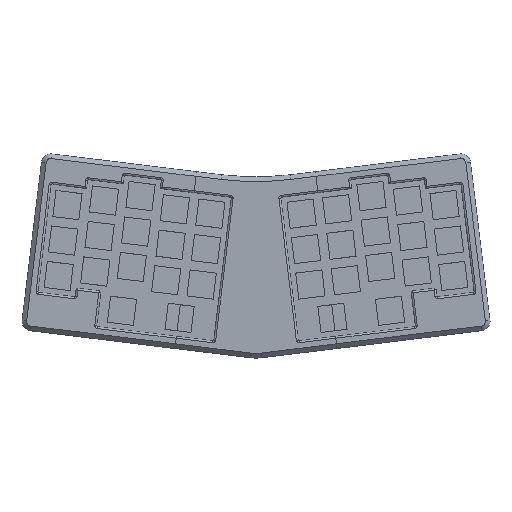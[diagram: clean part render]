
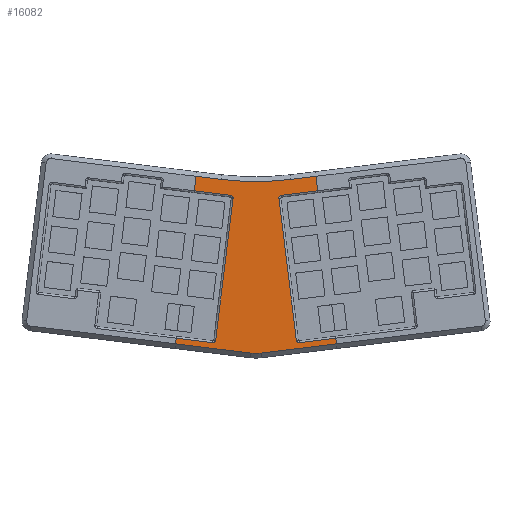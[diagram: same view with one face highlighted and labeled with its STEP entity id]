
A CAD part, top view. The second image highlights one B-rep face of the part: STEP entity #16082.
In plain terms, the highlighted planar face has unit normal (0, 0, 1).
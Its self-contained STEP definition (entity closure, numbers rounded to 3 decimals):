
#491=FACE_OUTER_BOUND('',#1361,.T.);
#1361=EDGE_LOOP('',(#10653,#10654,#10655,#10656,#10657,#10658,#10659,#10660,
#10661,#10662,#10663,#10664,#10665,#10666,#10667,#10668,#10669,#10670,#10671,
#10672));
#2345=LINE('',#22712,#4315);
#2346=LINE('',#22718,#4316);
#2351=LINE('',#22728,#4321);
#2355=LINE('',#22737,#4325);
#2359=LINE('',#22747,#4329);
#2360=LINE('',#22749,#4330);
#2361=LINE('',#22753,#4331);
#2362=LINE('',#22757,#4332);
#2363=LINE('',#22759,#4333);
#2364=LINE('',#22761,#4334);
#2365=LINE('',#22766,#4335);
#2366=LINE('',#22769,#4336);
#2367=LINE('',#22771,#4337);
#2368=LINE('',#22774,#4338);
#4315=VECTOR('',#18256,10.);
#4316=VECTOR('',#18261,10.);
#4321=VECTOR('',#18268,10.);
#4325=VECTOR('',#18276,10.);
#4329=VECTOR('',#18284,10.);
#4330=VECTOR('',#18285,10.);
#4331=VECTOR('',#18288,10.);
#4332=VECTOR('',#18291,10.);
#4333=VECTOR('',#18292,10.);
#4334=VECTOR('',#18293,10.);
#4335=VECTOR('',#18298,10.);
#4336=VECTOR('',#18301,10.);
#4337=VECTOR('',#18302,10.);
#4338=VECTOR('',#18305,10.);
#6284=CIRCLE('',#17013,1.5);
#6285=CIRCLE('',#17014,1.5);
#6286=CIRCLE('',#17015,22.5);
#6287=CIRCLE('',#17016,1.5);
#6288=CIRCLE('',#17017,1.5);
#6289=CIRCLE('',#17018,152.5);
#6651=VERTEX_POINT('',#22701);
#6656=VERTEX_POINT('',#22710);
#6658=VERTEX_POINT('',#22715);
#6659=VERTEX_POINT('',#22717);
#6663=VERTEX_POINT('',#22727);
#6666=VERTEX_POINT('',#22735);
#6669=VERTEX_POINT('',#22745);
#6670=VERTEX_POINT('',#22746);
#6671=VERTEX_POINT('',#22748);
#6672=VERTEX_POINT('',#22750);
#6673=VERTEX_POINT('',#22752);
#6674=VERTEX_POINT('',#22754);
#6675=VERTEX_POINT('',#22756);
#6676=VERTEX_POINT('',#22758);
#6677=VERTEX_POINT('',#22760);
#6678=VERTEX_POINT('',#22763);
#6679=VERTEX_POINT('',#22765);
#6680=VERTEX_POINT('',#22767);
#6681=VERTEX_POINT('',#22770);
#6682=VERTEX_POINT('',#22772);
#8224=EDGE_CURVE('',#6656,#6651,#2345,.T.);
#8226=EDGE_CURVE('',#6658,#6659,#2346,.T.);
#8231=EDGE_CURVE('',#6659,#6663,#2351,.T.);
#8236=EDGE_CURVE('',#6666,#6658,#2355,.T.);
#8240=EDGE_CURVE('',#6669,#6670,#2359,.T.);
#8241=EDGE_CURVE('',#6671,#6669,#2360,.T.);
#8242=EDGE_CURVE('',#6672,#6671,#6284,.T.);
#8243=EDGE_CURVE('',#6673,#6672,#2361,.T.);
#8244=EDGE_CURVE('',#6674,#6673,#6285,.T.);
#8245=EDGE_CURVE('',#6675,#6674,#2362,.T.);
#8246=EDGE_CURVE('',#6676,#6675,#2363,.T.);
#8247=EDGE_CURVE('',#6677,#6676,#2364,.T.);
#8248=EDGE_CURVE('',#6663,#6677,#6286,.T.);
#8249=EDGE_CURVE('',#6678,#6666,#6287,.T.);
#8250=EDGE_CURVE('',#6679,#6678,#2365,.T.);
#8251=EDGE_CURVE('',#6680,#6679,#6288,.T.);
#8252=EDGE_CURVE('',#6651,#6680,#2366,.T.);
#8253=EDGE_CURVE('',#6681,#6656,#2367,.T.);
#8254=EDGE_CURVE('',#6682,#6681,#6289,.T.);
#8255=EDGE_CURVE('',#6670,#6682,#2368,.T.);
#10653=ORIENTED_EDGE('',*,*,#8240,.F.);
#10654=ORIENTED_EDGE('',*,*,#8241,.F.);
#10655=ORIENTED_EDGE('',*,*,#8242,.F.);
#10656=ORIENTED_EDGE('',*,*,#8243,.F.);
#10657=ORIENTED_EDGE('',*,*,#8244,.F.);
#10658=ORIENTED_EDGE('',*,*,#8245,.F.);
#10659=ORIENTED_EDGE('',*,*,#8246,.F.);
#10660=ORIENTED_EDGE('',*,*,#8247,.F.);
#10661=ORIENTED_EDGE('',*,*,#8248,.F.);
#10662=ORIENTED_EDGE('',*,*,#8231,.F.);
#10663=ORIENTED_EDGE('',*,*,#8226,.F.);
#10664=ORIENTED_EDGE('',*,*,#8236,.F.);
#10665=ORIENTED_EDGE('',*,*,#8249,.F.);
#10666=ORIENTED_EDGE('',*,*,#8250,.F.);
#10667=ORIENTED_EDGE('',*,*,#8251,.F.);
#10668=ORIENTED_EDGE('',*,*,#8252,.F.);
#10669=ORIENTED_EDGE('',*,*,#8224,.F.);
#10670=ORIENTED_EDGE('',*,*,#8253,.F.);
#10671=ORIENTED_EDGE('',*,*,#8254,.F.);
#10672=ORIENTED_EDGE('',*,*,#8255,.F.);
#15453=PLANE('',#17012);
#16082=ADVANCED_FACE('',(#491),#15453,.T.);
#17012=AXIS2_PLACEMENT_3D('',#22744,#18282,#18283);
#17013=AXIS2_PLACEMENT_3D('',#22751,#18286,#18287);
#17014=AXIS2_PLACEMENT_3D('',#22755,#18289,#18290);
#17015=AXIS2_PLACEMENT_3D('',#22762,#18294,#18295);
#17016=AXIS2_PLACEMENT_3D('',#22764,#18296,#18297);
#17017=AXIS2_PLACEMENT_3D('',#22768,#18299,#18300);
#17018=AXIS2_PLACEMENT_3D('',#22773,#18303,#18304);
#18256=DIRECTION('',(0.122,-0.993,0.));
#18261=DIRECTION('',(0.122,-0.993,0.));
#18268=DIRECTION('',(-0.993,-0.122,0.));
#18276=DIRECTION('',(0.993,0.122,0.));
#18282=DIRECTION('center_axis',(0.,0.,1.));
#18283=DIRECTION('ref_axis',(1.,0.,0.));
#18284=DIRECTION('',(0.122,0.993,0.));
#18285=DIRECTION('',(-0.993,0.122,0.));
#18286=DIRECTION('center_axis',(0.,0.,1.));
#18287=DIRECTION('ref_axis',(0.788,0.616,0.));
#18288=DIRECTION('',(0.122,0.993,0.));
#18289=DIRECTION('center_axis',(0.,0.,1.));
#18290=DIRECTION('ref_axis',(0.616,-0.788,0.));
#18291=DIRECTION('',(0.993,-0.122,0.));
#18292=DIRECTION('',(0.122,0.993,0.));
#18293=DIRECTION('',(-0.993,0.122,0.));
#18294=DIRECTION('center_axis',(0.,0.,-1.));
#18295=DIRECTION('ref_axis',(-0.122,-0.993,0.));
#18296=DIRECTION('center_axis',(0.,0.,1.));
#18297=DIRECTION('ref_axis',(-0.616,-0.788,0.));
#18298=DIRECTION('',(0.122,-0.993,0.));
#18299=DIRECTION('center_axis',(0.,0.,1.));
#18300=DIRECTION('ref_axis',(-0.788,0.616,0.));
#18301=DIRECTION('',(-0.993,-0.122,0.));
#18302=DIRECTION('',(0.993,0.122,0.));
#18303=DIRECTION('center_axis',(0.,0.,1.));
#18304=DIRECTION('ref_axis',(-0.122,-0.993,0.));
#18305=DIRECTION('',(0.993,-0.122,0.));
#22701=CARTESIAN_POINT('',(143.862,79.638,15.9));
#22710=CARTESIAN_POINT('',(142.915,87.343,15.9));
#22712=CARTESIAN_POINT('',(147.579,49.395,15.9));
#22715=CARTESIAN_POINT('',(153.523,1.03,15.9));
#22717=CARTESIAN_POINT('',(153.889,-1.948,15.9));
#22718=CARTESIAN_POINT('',(147.579,49.395,15.9));
#22727=CARTESIAN_POINT('',(113.716,-6.885,15.9));
#22728=CARTESIAN_POINT('',(115.499,-6.666,15.9));
#22735=CARTESIAN_POINT('',(134.169,-1.349,15.9));
#22737=CARTESIAN_POINT('',(125.542,-2.409,15.9));
#22744=CARTESIAN_POINT('Origin',(110.971,44.896,15.9));
#22745=CARTESIAN_POINT('',(78.073,79.634,15.9));
#22746=CARTESIAN_POINT('',(79.019,87.339,15.9));
#22747=CARTESIAN_POINT('',(74.36,49.392,15.9));
#22748=CARTESIAN_POINT('',(97.428,77.258,15.9));
#22749=CARTESIAN_POINT('',(106.056,76.198,15.9));
#22750=CARTESIAN_POINT('',(98.734,75.586,15.9));
#22751=CARTESIAN_POINT('Origin',(97.245,75.769,15.9));
#22752=CARTESIAN_POINT('',(89.447,-0.046,15.9));
#22753=CARTESIAN_POINT('',(92.325,23.393,15.9));
#22754=CARTESIAN_POINT('',(87.776,-1.352,15.9));
#22755=CARTESIAN_POINT('Origin',(87.959,0.137,15.9));
#22756=CARTESIAN_POINT('',(68.421,1.025,15.9));
#22757=CARTESIAN_POINT('',(65.679,1.361,15.9));
#22758=CARTESIAN_POINT('',(68.056,-1.953,15.9));
#22759=CARTESIAN_POINT('',(74.36,49.392,15.9));
#22760=CARTESIAN_POINT('',(108.229,-6.886,15.9));
#22761=CARTESIAN_POINT('',(47.776,0.537,15.9));
#22762=CARTESIAN_POINT('Origin',(110.971,15.447,15.9));
#22763=CARTESIAN_POINT('',(132.497,-0.043,15.9));
#22764=CARTESIAN_POINT('Origin',(133.986,0.14,15.9));
#22765=CARTESIAN_POINT('',(123.201,75.588,15.9));
#22766=CARTESIAN_POINT('',(124.968,61.211,15.9));
#22767=CARTESIAN_POINT('',(124.507,77.26,15.9));
#22768=CARTESIAN_POINT('Origin',(124.69,75.771,15.9));
#22769=CARTESIAN_POINT('',(134.292,78.462,15.9));
#22770=CARTESIAN_POINT('',(129.561,85.702,15.9));
#22771=CARTESIAN_POINT('',(163.196,89.835,15.9));
#22772=CARTESIAN_POINT('',(92.373,85.699,15.9));
#22773=CARTESIAN_POINT('Origin',(110.958,237.063,15.9));
#22774=CARTESIAN_POINT('',(104.002,84.272,15.9));
